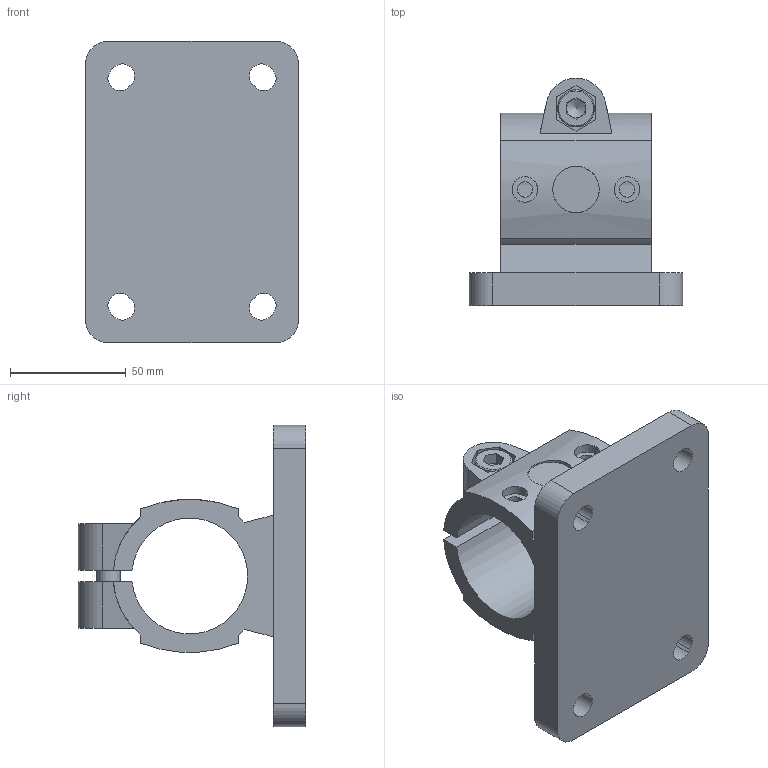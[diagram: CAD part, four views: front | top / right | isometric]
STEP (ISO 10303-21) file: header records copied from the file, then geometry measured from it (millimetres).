
FILE_DESCRIPTION( ( 'STEP AP214' ), '1' );
FILE_NAME( 'K0498.50.stp', '2020-12-08T10:36:43', ( '' ), ( '' ), ' ', 'PARTsolutions', ' ' );
FILE_SCHEMA( ( 'AUTOMOTIVE_DESIGN { 1 0 10303 214 1 1 1 1 }' ) );
Length unit declared in the file: millimetre
Products named in the file (4): K0498.50; _K0498.50_klemmfuehrung; _K0869.10X35; _din_985_M 10
Assembly tree (3 placements, depth 2):
  K0498.50
    _K0498.50_klemmfuehrung
    _K0869.10X35
    _din_985_M 10
Bounding box: 92 x 98 x 130 mm (x, y, z)
Volume: 292679.5 mm3; surface area: 61721.9 mm2
Topology: 3 solids, 3 shells, 124 faces, 304 edges, 195 vertices
Faces by surface type: plane 72, cylinder 33, cone 16, torus 3
Full cylindrical faces by diameter (mm): 6.6 x2, 7.976 x1, 8.376 x1, 10 x1, 10.5 x2, 11 x2, 15.6 x1, 16 x1, 20 x1
Entity records: 5017 total; most frequent: CARTESIAN_POINT 1065, DIRECTION 598, ORIENTED_EDGE 564, EDGE_CURVE 282, AXIS2_PLACEMENT_3D 217, VERTEX_POINT 193, EDGE_LOOP 170, LINE 164
